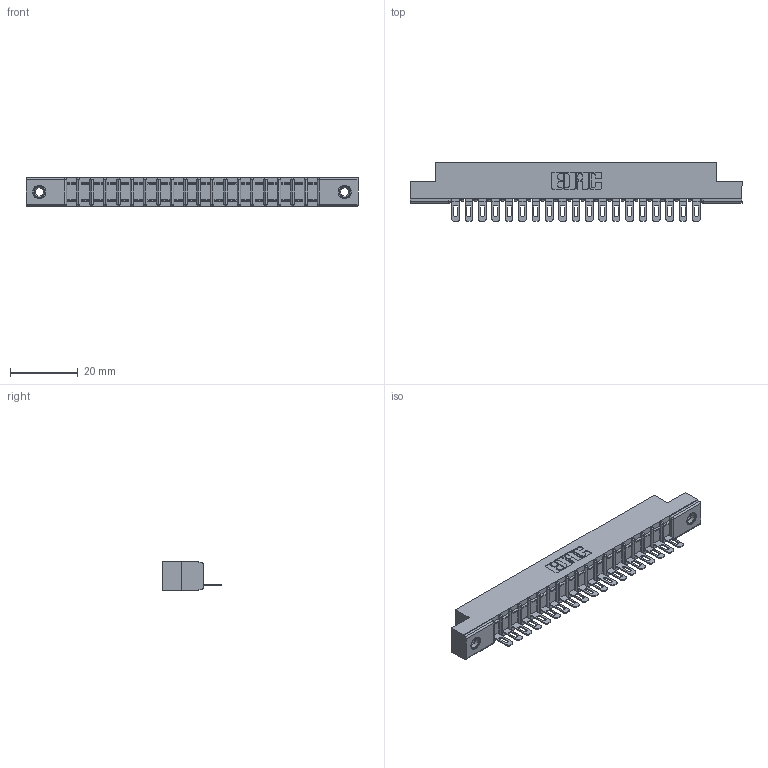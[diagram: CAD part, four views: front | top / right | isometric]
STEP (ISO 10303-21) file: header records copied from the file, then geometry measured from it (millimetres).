
FILE_DESCRIPTION (( 'STEP AP203' ), '1' );
FILE_NAME ('307-019-501-107.STEP', '2018-08-04T00:14:29', ( '' ), ( '' ), 'SwSTEP 2.0', 'SolidWorks 2016', '' );
FILE_SCHEMA (( 'CONFIG_CONTROL_DESIGN' ));
Length unit declared in the file: inch
Products named in the file (4): 345-250-001_345-250-005-103; 307-019-501-107; 307 Part_.156 Dia Mounting Holes; 307-290-002_501
Assembly tree (22 placements, depth 2):
  307-019-501-107
    307 Part_.156 Dia Mounting Holes
    307-290-002_501  x19
    345-250-001_345-250-005-103  x2
Bounding box: 98.3 x 17.42 x 8.71 mm (x, y, z)
Volume: 6490.9 mm3; surface area: 11802.5 mm2
Topology: 22 solids, 22 shells, 1642 faces, 4981 edges, 3258 vertices
Faces by surface type: plane 938, cylinder 648, sphere 40, cone 12, torus 4
Entity records: 21103 total; most frequent: CARTESIAN_POINT 3535, ORIENTED_EDGE 3518, DIRECTION 3459, EDGE_CURVE 1759, VECTOR 1331, LINE 1331, VERTEX_POINT 1140, AXIS2_PLACEMENT_3D 1064
